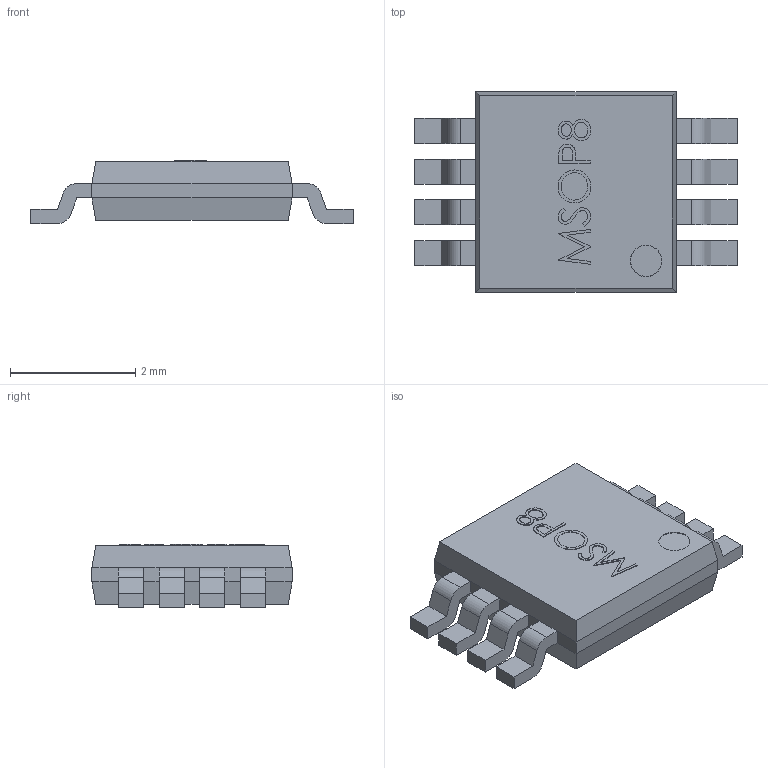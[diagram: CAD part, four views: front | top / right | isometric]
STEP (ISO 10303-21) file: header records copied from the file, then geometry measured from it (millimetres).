
FILE_DESCRIPTION(('FreeCAD Model'),'2;1');
FILE_NAME('User Library-MSOP8-2.step', '2018-02-14T18:07:50',('kicad StepUp'),('ksu MCAD'), 'Open CASCADE STEP processor 6.8','FreeCAD','Unknown');
FILE_SCHEMA(('AUTOMOTIVE_DESIGN_CC2 { 1 2 10303 214 -1 1 5 4 }'));
Length unit declared in the file: millimetre
Products named in the file (2): ASSEMBLY; User_Library-MSOP8-2
Assembly tree (1 placements, depth 2):
  ASSEMBLY
    User_Library-MSOP8-2
Bounding box: 5.15 x 3.2 x 1.01 mm (x, y, z)
Volume: 10.3 mm3; surface area: 43.5 mm2
Topology: 1 solids, 1 shells, 191 faces, 497 edges, 318 vertices
Faces by surface type: plane 127, bspline 46, cylinder 16, cone 2
Entity records: 9632 total; most frequent: CARTESIAN_POINT 3886, ORIENTED_EDGE 994, DIRECTION 735, EDGE_CURVE 497, LINE 369, VECTOR 369, VERTEX_POINT 318, FACE_BOUND 201
